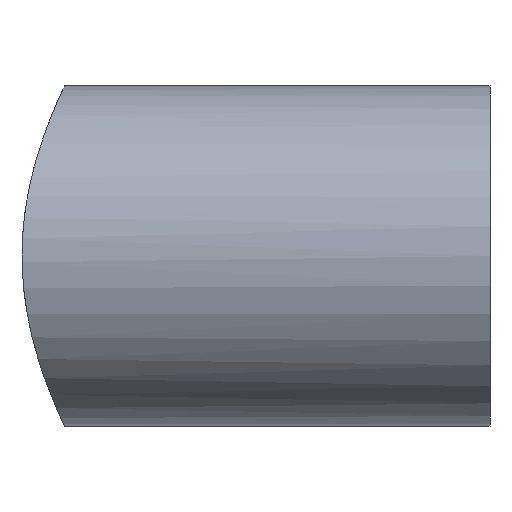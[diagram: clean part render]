
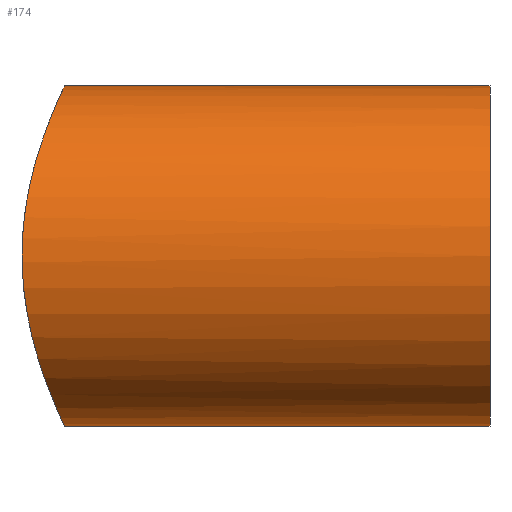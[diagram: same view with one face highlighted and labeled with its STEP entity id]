
A CAD part, left-side view. The second image highlights one B-rep face of the part: STEP entity #174.
In plain terms, the highlighted cylindrical face has radius 10 mm (diameter 20 mm), a partial arc.
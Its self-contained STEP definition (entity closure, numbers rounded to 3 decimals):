
#8 = AXIS2_PLACEMENT_3D ( 'NONE', #193, #261, #92 ) ;
#17 = CARTESIAN_POINT ( 'NONE',  ( -5.852, 31.322, -8.116 ) ) ;
#19 = CARTESIAN_POINT ( 'NONE',  ( -8.125, 32.118, -5.839 ) ) ;
#21 = CARTESIAN_POINT ( 'NONE',  ( -6.851, 31.636, -7.292 ) ) ;
#29 = CARTESIAN_POINT ( 'NONE',  ( -6.615, 31.553, 7.527 ) ) ;
#34 = DIRECTION ( 'NONE',  ( 0., 0., -1. ) ) ;
#45 = VERTEX_POINT ( 'NONE', #361 ) ;
#49 = ORIENTED_EDGE ( 'NONE', *, *, #392, .T. ) ;
#51 = CARTESIAN_POINT ( 'NONE',  ( -3.565, 30.8, -9.349 ) ) ;
#52 = CARTESIAN_POINT ( 'NONE',  ( -2.301, 30.623, 9.737 ) ) ;
#53 = CARTESIAN_POINT ( 'NONE',  ( -9.738, 32.869, -2.299 ) ) ;
#54 = CARTESIAN_POINT ( 'NONE',  ( -2.624, 30.661, 9.655 ) ) ;
#55 = VERTEX_POINT ( 'NONE', #297 ) ;
#58 = CARTESIAN_POINT ( 'NONE',  ( 0., 30.5, -10. ) ) ;
#59 = CARTESIAN_POINT ( 'NONE',  ( -4.16, 30.91, 9.1 ) ) ;
#82 = CARTESIAN_POINT ( 'NONE',  ( -4.471, 30.968, -8.969 ) ) ;
#84 = CARTESIAN_POINT ( 'NONE',  ( -6.114, 31.399, -7.92 ) ) ;
#88 = DIRECTION ( 'NONE',  ( 0., -1., 0. ) ) ;
#90 = LINE ( 'NONE', #323, #426 ) ;
#92 = DIRECTION ( 'NONE',  ( 0., 0., -1. ) ) ;
#117 = CARTESIAN_POINT ( 'NONE',  ( -7.521, 31.878, -6.599 ) ) ;
#119 = CARTESIAN_POINT ( 'NONE',  ( 0., 40.5, 10. ) ) ;
#122 = CARTESIAN_POINT ( 'NONE',  ( -10., 33.007, 0.324 ) ) ;
#123 = CARTESIAN_POINT ( 'NONE',  ( 0., 30.5, 10. ) ) ;
#151 = CARTESIAN_POINT ( 'NONE',  ( -9.918, 32.963, 1.324 ) ) ;
#152 = CARTESIAN_POINT ( 'NONE',  ( -8.974, 32.491, -4.46 ) ) ;
#153 = CARTESIAN_POINT ( 'NONE',  ( -7.927, 32.037, 6.104 ) ) ;
#155 = CARTESIAN_POINT ( 'NONE',  ( -9.656, 32.826, -2.623 ) ) ;
#160 = CARTESIAN_POINT ( 'NONE',  ( -9.738, 32.869, 2.298 ) ) ;
#161 = EDGE_CURVE ( 'NONE', #205, #45, #90, .T. ) ;
#163 = CARTESIAN_POINT ( 'NONE',  ( -6.119, 31.395, 7.936 ) ) ;
#174 = ADVANCED_FACE ( 'NONE', ( #425 ), #223, .T. ) ;
#183 = ORIENTED_EDGE ( 'NONE', *, *, #161, .T. ) ;
#186 = CARTESIAN_POINT ( 'NONE',  ( -7.93, 32.038, -6.1 ) ) ;
#187 = B_SPLINE_CURVE_WITH_KNOTS ( 'NONE', 3,
 ( #285, #382, #416, #385, #316, #388, #51, #82, #317, #17, #84, #217, #21, #188, #117, #186, #19, #248, #152, #287, #418, #155, #53, #421, #214, #122, #254, #151, #284, #160, #351, #419, #326, #220, #355, #357, #153, #292, #360, #29, #163, #324, #257, #192, #59, #318, #189, #54, #52, #255, #259, #123 ),
 .UNSPECIFIED., .F., .F.,
 ( 4, 2, 2, 2, 2, 2, 2, 2, 2, 2, 2, 2, 2, 2, 2, 2, 2, 2, 2, 2, 2, 2, 2, 2, 2, 4 ),
 ( 0., 0.002, 0.003, 0.004, 0.006, 0.007, 0.008, 0.009, 0.01, 0.012, 0.013, 0.014, 0.016, 0.017, 0.018, 0.019, 0.02, 0.022, 0.023, 0.024, 0.026, 0.027, 0.028, 0.029, 0.03, 0.032 ),
 .UNSPECIFIED. ) ;
#188 = CARTESIAN_POINT ( 'NONE',  ( -7.305, 31.797, -6.837 ) ) ;
#189 = CARTESIAN_POINT ( 'NONE',  ( -3.252, 30.749, 9.462 ) ) ;
#192 = CARTESIAN_POINT ( 'NONE',  ( -4.453, 30.971, 8.96 ) ) ;
#193 = CARTESIAN_POINT ( 'NONE',  ( 0., 40.5, 0. ) ) ;
#205 = VERTEX_POINT ( 'NONE', #58 ) ;
#209 = VERTEX_POINT ( 'NONE', #294 ) ;
#214 = CARTESIAN_POINT ( 'NONE',  ( -9.999, 33.006, -0.672 ) ) ;
#217 = CARTESIAN_POINT ( 'NONE',  ( -6.613, 31.556, -7.508 ) ) ;
#220 = CARTESIAN_POINT ( 'NONE',  ( -8.971, 32.49, 4.467 ) ) ;
#223 = CYLINDRICAL_SURFACE ( 'NONE', #8, 10. ) ;
#235 = CARTESIAN_POINT ( 'NONE',  ( 0., 5.5, 0. ) ) ;
#248 = CARTESIAN_POINT ( 'NONE',  ( -8.668, 32.349, -5.029 ) ) ;
#251 = LINE ( 'NONE', #119, #376 ) ;
#254 = CARTESIAN_POINT ( 'NONE',  ( -9.984, 32.998, 0.66 ) ) ;
#255 = CARTESIAN_POINT ( 'NONE',  ( -1.32, 30.531, 9.935 ) ) ;
#257 = CARTESIAN_POINT ( 'NONE',  ( -5.026, 31.102, 8.651 ) ) ;
#259 = CARTESIAN_POINT ( 'NONE',  ( -0.662, 30.5, 10. ) ) ;
#261 = DIRECTION ( 'NONE',  ( 0., -1., 0. ) ) ;
#268 = CIRCLE ( 'NONE', #321, 10. ) ;
#284 = CARTESIAN_POINT ( 'NONE',  ( -9.868, 32.937, 1.652 ) ) ;
#285 = CARTESIAN_POINT ( 'NONE',  ( 0., 30.5, -10. ) ) ;
#287 = CARTESIAN_POINT ( 'NONE',  ( -9.35, 32.673, -3.561 ) ) ;
#292 = CARTESIAN_POINT ( 'NONE',  ( -7.515, 31.875, 6.606 ) ) ;
#294 = CARTESIAN_POINT ( 'NONE',  ( 0., 5.5, 10. ) ) ;
#297 = CARTESIAN_POINT ( 'NONE',  ( 0., 30.5, 10. ) ) ;
#298 = DIRECTION ( 'NONE',  ( 0., 1., 0. ) ) ;
#311 = ORIENTED_EDGE ( 'NONE', *, *, #314, .F. ) ;
#314 = EDGE_CURVE ( 'NONE', #55, #209, #251, .T. ) ;
#315 = ORIENTED_EDGE ( 'NONE', *, *, #329, .F. ) ;
#316 = CARTESIAN_POINT ( 'NONE',  ( -2.619, 30.66, -9.657 ) ) ;
#317 = CARTESIAN_POINT ( 'NONE',  ( -5.042, 31.101, -8.66 ) ) ;
#318 = CARTESIAN_POINT ( 'NONE',  ( -3.559, 30.799, 9.351 ) ) ;
#319 = DIRECTION ( 'NONE',  ( 0., -1., 0. ) ) ;
#321 = AXIS2_PLACEMENT_3D ( 'NONE', #235, #298, #34 ) ;
#323 = CARTESIAN_POINT ( 'NONE',  ( 0., 40.5, -10. ) ) ;
#324 = CARTESIAN_POINT ( 'NONE',  ( -5.308, 31.173, 8.482 ) ) ;
#326 = CARTESIAN_POINT ( 'NONE',  ( -9.352, 32.674, 3.557 ) ) ;
#329 = EDGE_CURVE ( 'NONE', #205, #55, #187, .T. ) ;
#351 = CARTESIAN_POINT ( 'NONE',  ( -9.657, 32.827, 2.617 ) ) ;
#355 = CARTESIAN_POINT ( 'NONE',  ( -8.663, 32.347, 5.037 ) ) ;
#357 = CARTESIAN_POINT ( 'NONE',  ( -8.122, 32.116, 5.843 ) ) ;
#360 = CARTESIAN_POINT ( 'NONE',  ( -7.298, 31.794, 6.844 ) ) ;
#361 = CARTESIAN_POINT ( 'NONE',  ( 0., 5.5, -10. ) ) ;
#370 = EDGE_LOOP ( 'NONE', ( #311, #315, #183, #49 ) ) ;
#376 = VECTOR ( 'NONE', #319, 1000. ) ;
#382 = CARTESIAN_POINT ( 'NONE',  ( -0.672, 30.5, -10. ) ) ;
#385 = CARTESIAN_POINT ( 'NONE',  ( -2.299, 30.623, -9.738 ) ) ;
#388 = CARTESIAN_POINT ( 'NONE',  ( -3.253, 30.749, -9.462 ) ) ;
#392 = EDGE_CURVE ( 'NONE', #45, #209, #268, .T. ) ;
#416 = CARTESIAN_POINT ( 'NONE',  ( -1.33, 30.532, -9.933 ) ) ;
#418 = CARTESIAN_POINT ( 'NONE',  ( -9.462, 32.728, -3.254 ) ) ;
#419 = CARTESIAN_POINT ( 'NONE',  ( -9.464, 32.73, 3.246 ) ) ;
#421 = CARTESIAN_POINT ( 'NONE',  ( -9.933, 32.971, -1.328 ) ) ;
#425 = FACE_OUTER_BOUND ( 'NONE', #370, .T. ) ;
#426 = VECTOR ( 'NONE', #88, 1000. ) ;
